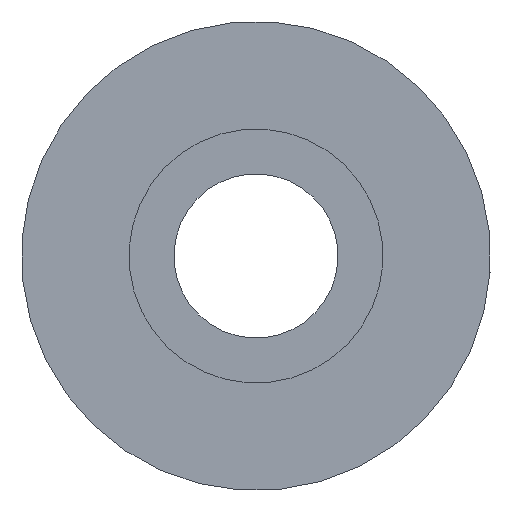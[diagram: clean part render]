
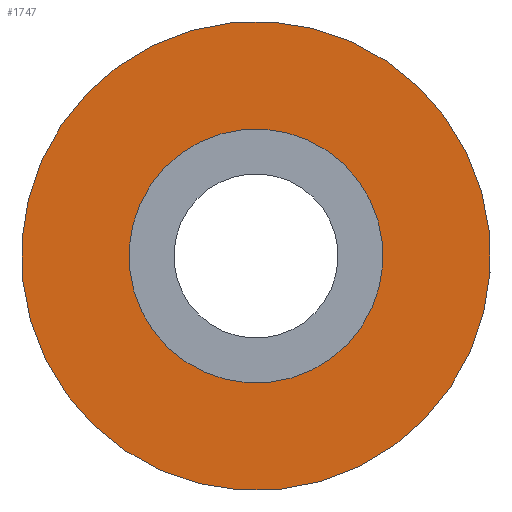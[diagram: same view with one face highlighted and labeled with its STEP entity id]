
A CAD part, front view. The second image highlights one B-rep face of the part: STEP entity #1747.
In plain terms, the highlighted planar face has unit normal (0, -1, 0).
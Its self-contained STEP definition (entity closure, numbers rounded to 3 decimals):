
#138=CARTESIAN_POINT('',(0.,0.,0.));
#139=DIRECTION('',(0.,1.,0.));
#140=DIRECTION('',(-0.995,0.,-0.105));
#141=AXIS2_PLACEMENT_3D('',#138,#139,#140);
#143=CARTESIAN_POINT('',(0.,0.,0.));
#144=DIRECTION('',(0.,1.,0.));
#145=DIRECTION('',(0.995,0.,0.105));
#146=AXIS2_PLACEMENT_3D('',#143,#144,#145);
#148=CARTESIAN_POINT('',(0.,0.,0.));
#149=DIRECTION('',(0.,-1.,0.));
#150=DIRECTION('',(-0.995,0.,-0.105));
#151=AXIS2_PLACEMENT_3D('',#148,#149,#150);
#153=CARTESIAN_POINT('',(0.,0.,0.));
#154=DIRECTION('',(0.,-1.,0.));
#155=DIRECTION('',(0.995,0.,0.105));
#156=AXIS2_PLACEMENT_3D('',#153,#154,#155);
#1338=CARTESIAN_POINT('',(-5.967,0.,-0.627));
#1339=CARTESIAN_POINT('',(5.967,0.,0.627));
#1340=VERTEX_POINT('',#1338);
#1341=VERTEX_POINT('',#1339);
#1342=CARTESIAN_POINT('',(-3.232,0.,-0.34));
#1343=CARTESIAN_POINT('',(3.232,0.,0.34));
#1344=VERTEX_POINT('',#1342);
#1345=VERTEX_POINT('',#1343);
#1730=CARTESIAN_POINT('',(0.,0.,0.));
#1731=DIRECTION('',(0.,1.,0.));
#1732=DIRECTION('',(-0.105,0.,0.995));
#1733=AXIS2_PLACEMENT_3D('',#1730,#1731,#1732);
#1734=PLANE('',#1733);
#1736=ORIENTED_EDGE('',*,*,#1735,.T.);
#1738=ORIENTED_EDGE('',*,*,#1737,.T.);
#1739=EDGE_LOOP('',(#1736,#1738));
#1740=FACE_OUTER_BOUND('',#1739,.F.);
#1742=ORIENTED_EDGE('',*,*,#1741,.T.);
#1744=ORIENTED_EDGE('',*,*,#1743,.T.);
#1745=EDGE_LOOP('',(#1742,#1744));
#1746=FACE_BOUND('',#1745,.F.);
#1747=ADVANCED_FACE('',(#1740,#1746),#1734,.F.);
#142=CIRCLE('',#141,6.);
#147=CIRCLE('',#146,6.);
#152=CIRCLE('',#151,3.25);
#157=CIRCLE('',#156,3.25);
#1735=EDGE_CURVE('',#1340,#1341,#142,.T.);
#1737=EDGE_CURVE('',#1341,#1340,#147,.T.);
#1741=EDGE_CURVE('',#1344,#1345,#152,.T.);
#1743=EDGE_CURVE('',#1345,#1344,#157,.T.);
